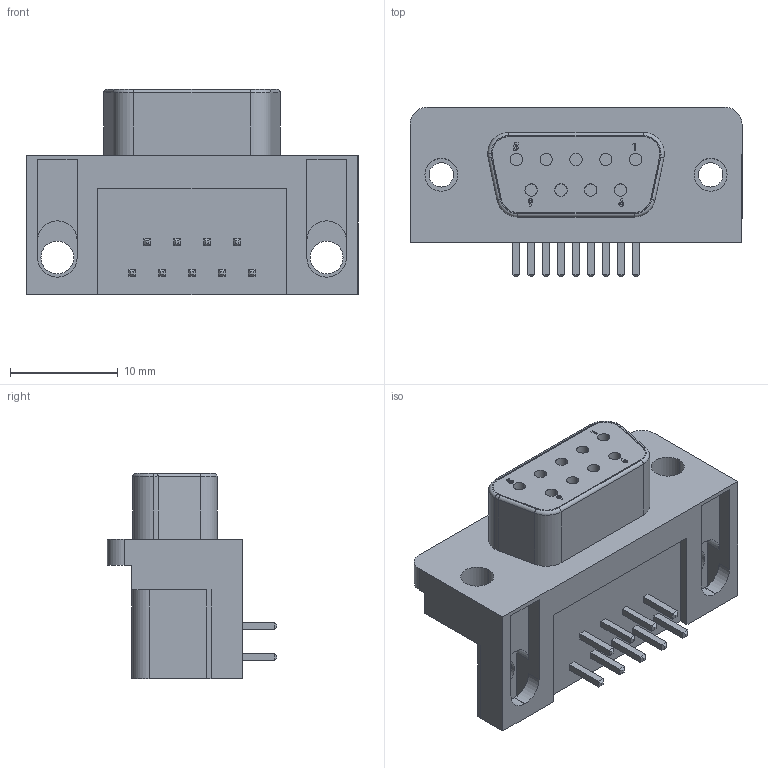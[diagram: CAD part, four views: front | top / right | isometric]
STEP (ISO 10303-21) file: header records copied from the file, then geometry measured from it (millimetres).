
FILE_DESCRIPTION (( 'STEP AP203' ), '1' );
FILE_NAME ('182-009-213.STEP', '2007-01-27T19:54:07', ( 'Tom Plaven' ), ( 'Anapro Tech' ), 'SwSTEP 2.0', 'SolidWorks 2002349', '' );
FILE_SCHEMA (( 'CONFIG_CONTROL_DESIGN' ));
Length unit declared in the file: inch
Products named in the file (1): 182-009-213
Bounding box: 30.81 x 15.72 x 19.08 mm (x, y, z)
Volume: 3783 mm3; surface area: 3215.7 mm2
Topology: 1 solids, 1 shells, 262 faces, 654 edges, 421 vertices
Faces by surface type: plane 172, cylinder 61, bspline 24, torus 5
Entity records: 9705 total; most frequent: CARTESIAN_POINT 3402, ORIENTED_EDGE 1308, DIRECTION 1212, EDGE_CURVE 654, LINE 478, VECTOR 478, VERTEX_POINT 421, AXIS2_PLACEMENT_3D 367
